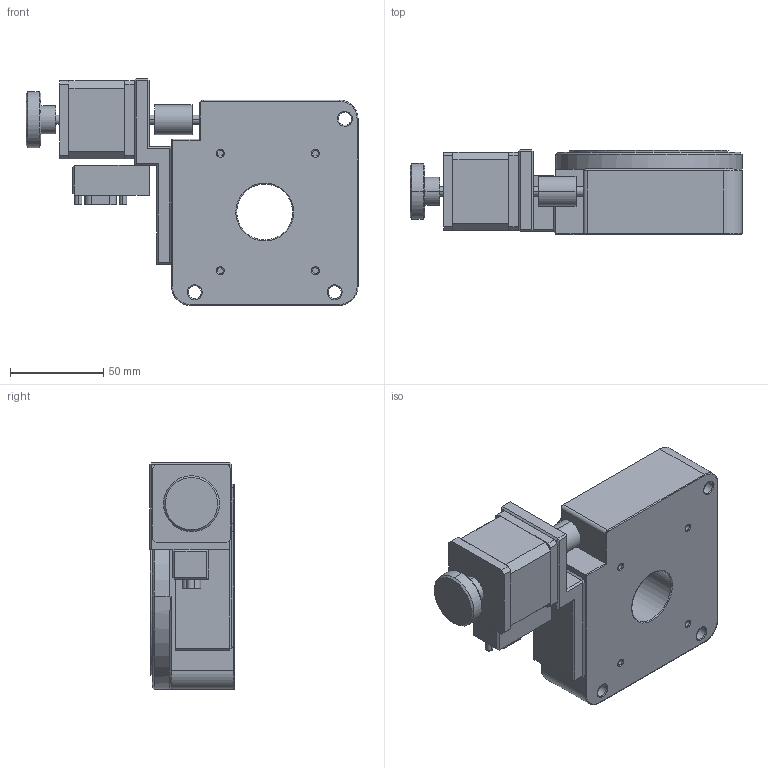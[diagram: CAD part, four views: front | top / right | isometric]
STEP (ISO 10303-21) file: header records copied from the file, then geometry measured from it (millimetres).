
FILE_DESCRIPTION (( 'STEP AP214' ), '1' );
FILE_NAME ('FMSR100.STEP', '2022-12-06T14:07:59', ( '' ), ( '' ), 'SwSTEP 2.0', 'SolidWorks 2017', '' );
FILE_SCHEMA (( 'AUTOMOTIVE_DESIGN' ));
Length unit declared in the file: millimetre
Products named in the file (1): FMSR100
Bounding box: 178 x 45.5 x 121.5 mm (x, y, z)
Volume: 525419.7 mm3; surface area: 81950.2 mm2
Topology: 6 solids, 6 shells, 321 faces, 751 edges, 453 vertices
Faces by surface type: plane 133, cylinder 126, cone 42, bspline 20
Entity records: 12832 total; most frequent: CARTESIAN_POINT 1937, DIRECTION 1581, ORIENTED_EDGE 1438, EDGE_CURVE 719, AXIS2_PLACEMENT_3D 589, VERTEX_POINT 453, LINE 403, VECTOR 403
